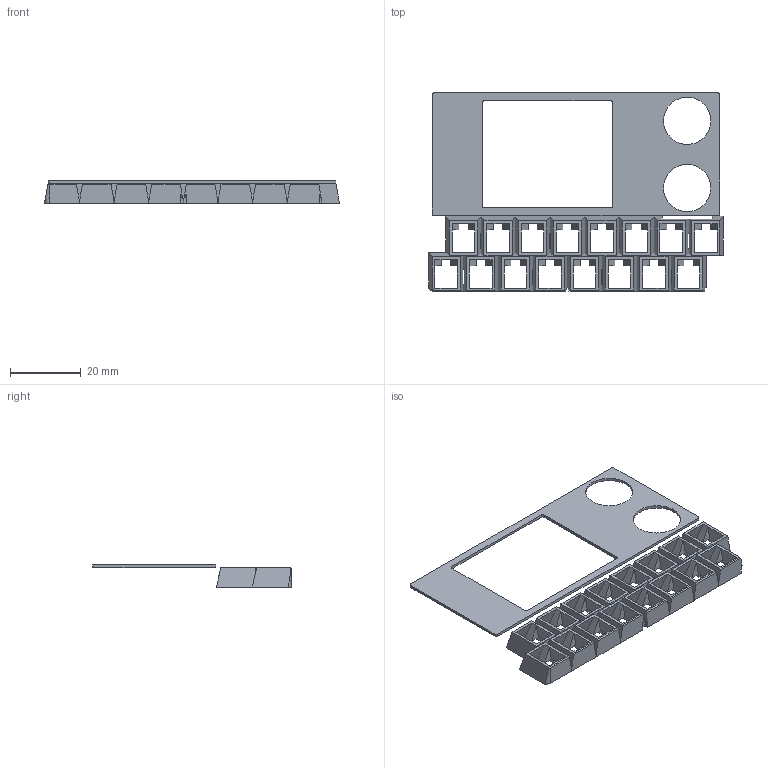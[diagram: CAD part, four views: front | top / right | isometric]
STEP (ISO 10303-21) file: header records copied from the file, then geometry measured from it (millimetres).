
FILE_DESCRIPTION(/* description */ (''),/* implementation_level */ '2;1');
FILE_NAME(/* name */ 'case_black',/* time_stamp */ '2025-05-04T07:35:37+02:00',/* author */ (''),/* organization */ (''),/* preprocessor_version */ 'ST-DEVELOPER v10',/* originating_system */ '',/* authorisation */ '');
FILE_SCHEMA (('CONFIG_CONTROL_DESIGN'));
Length unit declared in the file: millimetre
Products named in the file (1): 1
Bounding box: 83.66 x 56.2 x 6.4 mm (x, y, z)
Volume: 4118.6 mm3; surface area: 10049.1 mm2
Topology: 17 solids, 17 shells, 349 faces, 960 edges, 629 vertices
Faces by surface type: bspline 205, plane 144
Entity records: 11831 total; most frequent: CARTESIAN_POINT 5536, ORIENTED_EDGE 1920, EDGE_CURVE 960, B_SPLINE_CURVE_WITH_KNOTS 943, VERTEX_POINT 629, EDGE_LOOP 371, ADVANCED_FACE 349, FACE_OUTER_BOUND 349
